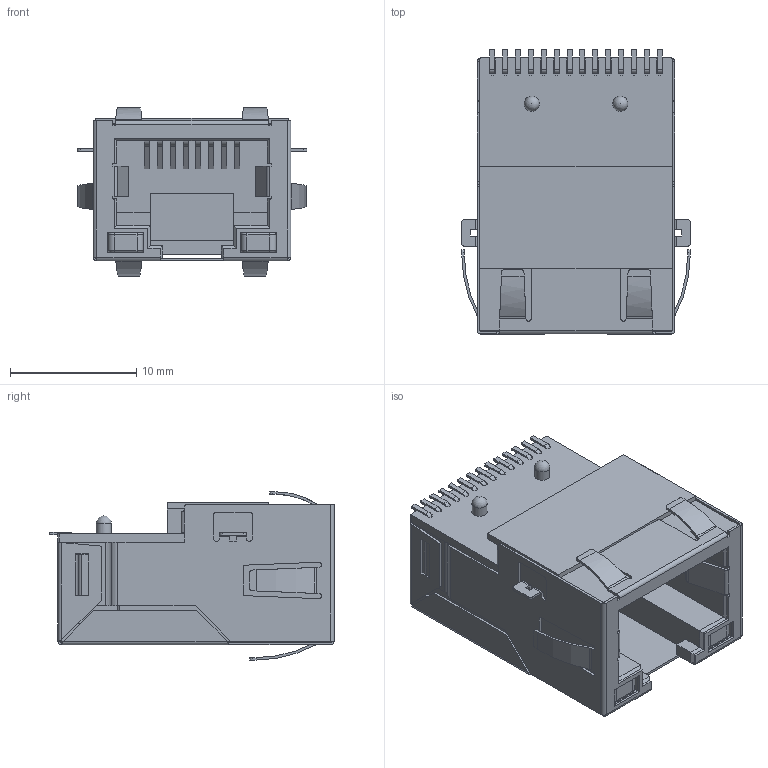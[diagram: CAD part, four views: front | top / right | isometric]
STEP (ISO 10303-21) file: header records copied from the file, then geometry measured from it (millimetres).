
FILE_DESCRIPTION( ( 'Unknown' ), '1' );
FILE_NAME( '7498111120R.stp', 'Unknown', ( 'Unknown' ), ( 'Unknown' ), 'PSStep 17.0.49', 'Unknown', ' ' );
FILE_SCHEMA( ( 'AUTOMOTIVE_DESIGN { 1 0 10303 214 1 1 1 1 }' ) );
Length unit declared in the file: millimetre
Products named in the file (5): Assem1; Shielding; Insulator
Assembly tree (4 placements, depth 2):
  Assem1
    Shielding
    Insulator
    Insulator
    Insulator
Bounding box: 18.15 x 22.48 x 13.3 mm (x, y, z)
Volume: 2039.2 mm3; surface area: 4512.3 mm2
Topology: 4 solids, 4 shells, 947 faces, 2601 edges, 1672 vertices
Faces by surface type: plane 628, cylinder 257, bspline 34, extrusion 14, torus 8, sphere 6
Full cylindrical faces by diameter (mm): 1.2 x2
Entity records: 38047 total; most frequent: CARTESIAN_POINT 6441, ORIENTED_EDGE 5174, DIRECTION 4677, EDGE_CURVE 2587, VECTOR 1933, LINE 1919, VERTEX_POINT 1668, AXIS2_PLACEMENT_3D 1372
